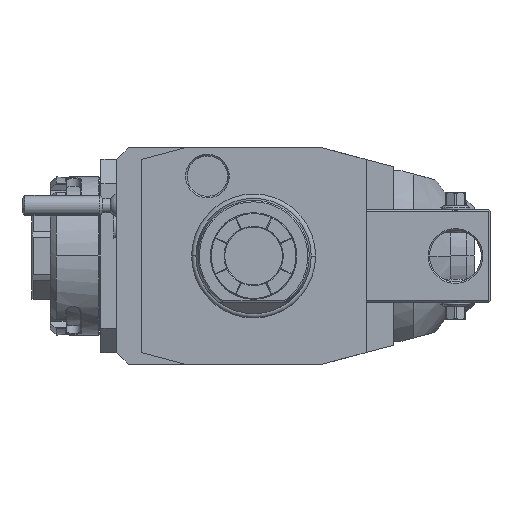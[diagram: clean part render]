
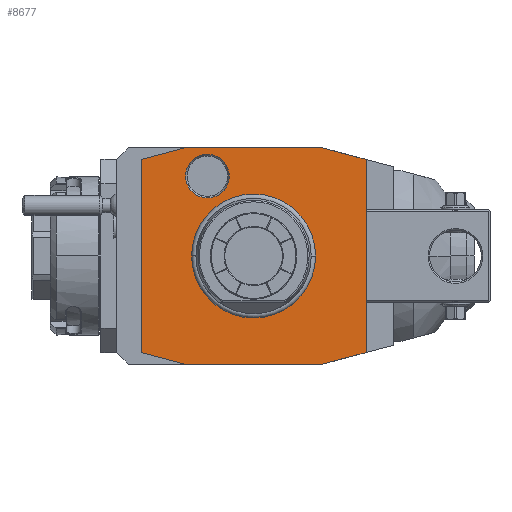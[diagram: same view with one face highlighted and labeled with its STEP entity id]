
A CAD part, front view. The second image highlights one B-rep face of the part: STEP entity #8677.
In plain terms, the highlighted planar face has unit normal (0, -1, 0).
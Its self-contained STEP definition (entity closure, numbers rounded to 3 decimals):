
#1=DIRECTION('',(-1.,0.,0.));
#2=VECTOR('',#1,48.);
#3=CARTESIAN_POINT('',(24.,0.,37.5));
#4=LINE('',#3,#2);
#5=DIRECTION('',(-0.966,0.,0.259));
#6=VECTOR('',#5,15.529);
#7=CARTESIAN_POINT('',(39.,0.,33.481));
#8=LINE('',#7,#6);
#9=DIRECTION('',(0.,0.,1.));
#10=VECTOR('',#9,66.962);
#11=CARTESIAN_POINT('',(39.,0.,-33.481));
#12=LINE('',#11,#10);
#13=DIRECTION('',(0.966,0.,0.259));
#14=VECTOR('',#13,15.529);
#15=CARTESIAN_POINT('',(24.,0.,-37.5));
#16=LINE('',#15,#14);
#17=DIRECTION('',(1.,0.,0.));
#18=VECTOR('',#17,48.);
#19=CARTESIAN_POINT('',(-24.,0.,-37.5));
#20=LINE('',#19,#18);
#21=DIRECTION('',(0.966,0.,-0.259));
#22=VECTOR('',#21,15.529);
#23=CARTESIAN_POINT('',(-39.,0.,-33.481));
#24=LINE('',#23,#22);
#25=DIRECTION('',(0.,0.,-1.));
#26=VECTOR('',#25,66.962);
#27=CARTESIAN_POINT('',(-39.,0.,33.481));
#28=LINE('',#27,#26);
#29=DIRECTION('',(-0.966,0.,-0.259));
#30=VECTOR('',#29,15.529);
#31=CARTESIAN_POINT('',(-24.,0.,37.5));
#32=LINE('',#31,#30);
#33=CARTESIAN_POINT('',(-16.,0.,27.713));
#34=DIRECTION('',(0.,1.,0.));
#35=DIRECTION('',(1.,0.,0.));
#36=AXIS2_PLACEMENT_3D('',#33,#34,#35);
#38=CARTESIAN_POINT('',(-16.,0.,27.713));
#39=DIRECTION('',(0.,1.,0.));
#40=DIRECTION('',(-1.,0.,0.));
#41=AXIS2_PLACEMENT_3D('',#38,#39,#40);
#5429=CARTESIAN_POINT('',(0.,0.,0.));
#5430=DIRECTION('',(0.,1.,0.));
#5431=DIRECTION('',(-1.,0.,0.));
#5432=AXIS2_PLACEMENT_3D('',#5429,#5430,#5431);
#5434=CARTESIAN_POINT('',(0.,0.,0.));
#5435=DIRECTION('',(0.,1.,0.));
#5436=DIRECTION('',(1.,0.,0.));
#5437=AXIS2_PLACEMENT_3D('',#5434,#5435,#5436);
#7620=CARTESIAN_POINT('',(-8.423,0.,27.713));
#7621=CARTESIAN_POINT('',(-23.577,0.,27.713));
#7622=VERTEX_POINT('',#7620);
#7623=VERTEX_POINT('',#7621);
#8436=CARTESIAN_POINT('',(24.,0.,37.5));
#8437=CARTESIAN_POINT('',(-24.,0.,37.5));
#8438=VERTEX_POINT('',#8436);
#8439=VERTEX_POINT('',#8437);
#8440=CARTESIAN_POINT('',(39.,0.,-33.481));
#8441=CARTESIAN_POINT('',(39.,0.,33.481));
#8442=VERTEX_POINT('',#8440);
#8443=VERTEX_POINT('',#8441);
#8444=CARTESIAN_POINT('',(-39.,0.,-33.481));
#8445=CARTESIAN_POINT('',(-24.,0.,-37.5));
#8446=VERTEX_POINT('',#8444);
#8447=VERTEX_POINT('',#8445);
#8448=CARTESIAN_POINT('',(-39.,0.,33.481));
#8449=VERTEX_POINT('',#8448);
#8474=CARTESIAN_POINT('',(24.,0.,-37.5));
#8475=VERTEX_POINT('',#8474);
#8516=CARTESIAN_POINT('',(-21.137,0.,0.));
#8517=CARTESIAN_POINT('',(21.137,0.,0.));
#8518=VERTEX_POINT('',#8516);
#8519=VERTEX_POINT('',#8517);
#8642=CARTESIAN_POINT('',(0.,0.,0.));
#8643=DIRECTION('',(0.,-1.,0.));
#8644=DIRECTION('',(-1.,0.,0.));
#8645=AXIS2_PLACEMENT_3D('',#8642,#8643,#8644);
#8646=PLANE('',#8645);
#8648=ORIENTED_EDGE('',*,*,#8647,.F.);
#8650=ORIENTED_EDGE('',*,*,#8649,.F.);
#8652=ORIENTED_EDGE('',*,*,#8651,.F.);
#8654=ORIENTED_EDGE('',*,*,#8653,.F.);
#8656=ORIENTED_EDGE('',*,*,#8655,.F.);
#8658=ORIENTED_EDGE('',*,*,#8657,.F.);
#8660=ORIENTED_EDGE('',*,*,#8659,.F.);
#8662=ORIENTED_EDGE('',*,*,#8661,.F.);
#8663=EDGE_LOOP('',(#8648,#8650,#8652,#8654,#8656,#8658,#8660,#8662));
#8664=FACE_OUTER_BOUND('',#8663,.F.);
#8666=ORIENTED_EDGE('',*,*,#8665,.F.);
#8668=ORIENTED_EDGE('',*,*,#8667,.F.);
#8669=EDGE_LOOP('',(#8666,#8668));
#8670=FACE_BOUND('',#8669,.F.);
#8672=ORIENTED_EDGE('',*,*,#8671,.F.);
#8674=ORIENTED_EDGE('',*,*,#8673,.F.);
#8675=EDGE_LOOP('',(#8672,#8674));
#8676=FACE_BOUND('',#8675,.F.);
#37=CIRCLE('',#36,7.577);
#42=CIRCLE('',#41,7.577);
#5433=CIRCLE('',#5432,21.137);
#5438=CIRCLE('',#5437,21.137);
#8647=EDGE_CURVE('',#8438,#8439,#4,.T.);
#8649=EDGE_CURVE('',#8443,#8438,#8,.T.);
#8651=EDGE_CURVE('',#8442,#8443,#12,.T.);
#8653=EDGE_CURVE('',#8475,#8442,#16,.T.);
#8655=EDGE_CURVE('',#8447,#8475,#20,.T.);
#8657=EDGE_CURVE('',#8446,#8447,#24,.T.);
#8659=EDGE_CURVE('',#8449,#8446,#28,.T.);
#8661=EDGE_CURVE('',#8439,#8449,#32,.T.);
#8665=EDGE_CURVE('',#8518,#8519,#5433,.T.);
#8667=EDGE_CURVE('',#8519,#8518,#5438,.T.);
#8671=EDGE_CURVE('',#7622,#7623,#37,.T.);
#8673=EDGE_CURVE('',#7623,#7622,#42,.T.);
#8677=ADVANCED_FACE('',(#8664,#8670,#8676),#8646,.T.);
